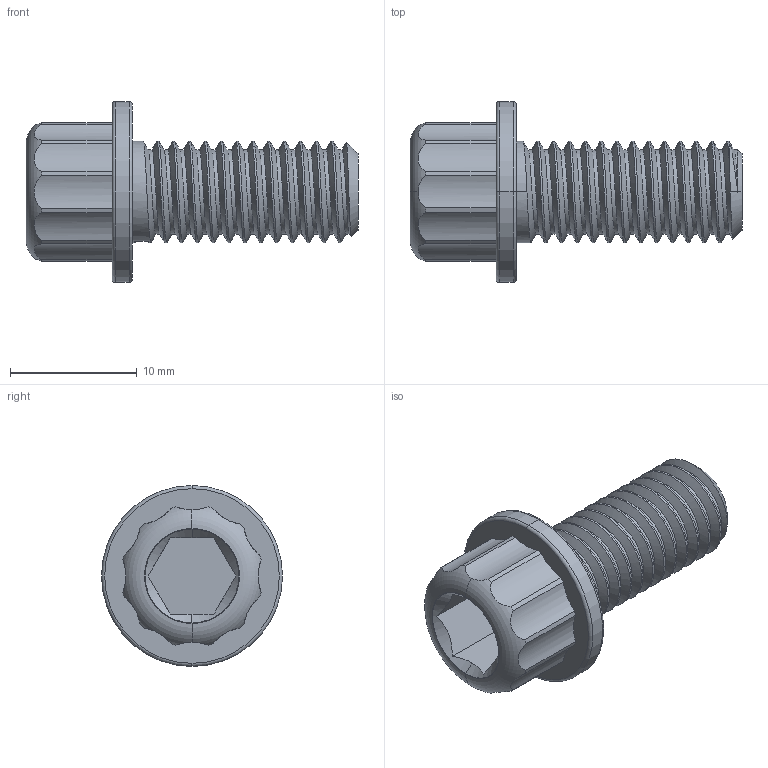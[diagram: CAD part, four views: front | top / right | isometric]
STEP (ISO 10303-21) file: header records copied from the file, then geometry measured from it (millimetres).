
FILE_DESCRIPTION (( 'STEP AP214' ), '1' );
FILE_NAME ('MS0033.STEP', '2025-04-24T18:14:24', ( '' ), ( '' ), 'SwSTEP 2.0', 'SolidWorks 2023', '' );
FILE_SCHEMA (( 'AUTOMOTIVE_DESIGN' ));
Length unit declared in the file: millimetre
Products named in the file (1): MS0033
Bounding box: 26.2 x 14.28 x 14.28 mm (x, y, z)
Volume: 1422.4 mm3; surface area: 1336.8 mm2
Topology: 1 solids, 1 shells, 80 faces, 221 edges, 146 vertices
Faces by surface type: cylinder 54, plane 12, torus 6, cone 5, bspline 3
Entity records: 5716 total; most frequent: CARTESIAN_POINT 3815, ORIENTED_EDGE 442, DIRECTION 345, EDGE_CURVE 221, VERTEX_POINT 146, AXIS2_PLACEMENT_3D 137, EDGE_LOOP 83, FACE_OUTER_BOUND 80
